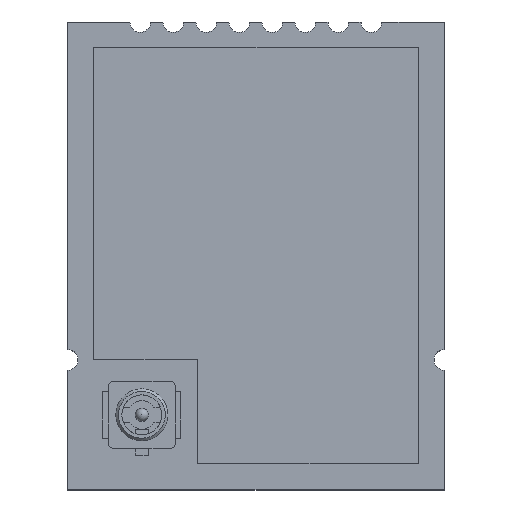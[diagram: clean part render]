
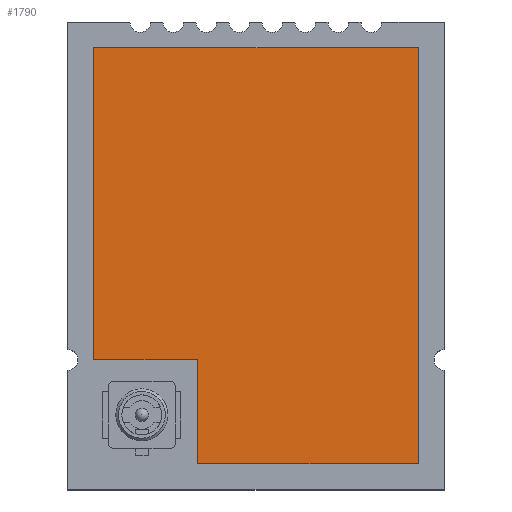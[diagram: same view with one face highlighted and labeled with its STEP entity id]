
A CAD part, top view. The second image highlights one B-rep face of the part: STEP entity #1790.
In plain terms, the highlighted planar face has unit normal (0, 0, 1).
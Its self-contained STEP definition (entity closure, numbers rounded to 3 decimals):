
#135=FACE_OUTER_BOUND('',#227,.T.);
#227=EDGE_LOOP('',(#1203,#1204,#1205,#1206,#1207,#1208));
#320=LINE('',#2574,#525);
#323=LINE('',#2580,#528);
#326=LINE('',#2586,#531);
#329=LINE('',#2592,#534);
#332=LINE('',#2598,#537);
#335=LINE('',#2602,#540);
#525=VECTOR('',#2053,10.);
#528=VECTOR('',#2058,10.);
#531=VECTOR('',#2063,10.);
#534=VECTOR('',#2068,10.);
#537=VECTOR('',#2073,10.);
#540=VECTOR('',#2078,10.);
#730=VERTEX_POINT('',#2571);
#731=VERTEX_POINT('',#2573);
#733=VERTEX_POINT('',#2579);
#735=VERTEX_POINT('',#2585);
#737=VERTEX_POINT('',#2591);
#739=VERTEX_POINT('',#2597);
#912=EDGE_CURVE('',#731,#730,#320,.T.);
#915=EDGE_CURVE('',#733,#731,#323,.T.);
#918=EDGE_CURVE('',#735,#733,#326,.T.);
#921=EDGE_CURVE('',#737,#735,#329,.T.);
#924=EDGE_CURVE('',#739,#737,#332,.T.);
#927=EDGE_CURVE('',#730,#739,#335,.T.);
#1203=ORIENTED_EDGE('',*,*,#927,.T.);
#1204=ORIENTED_EDGE('',*,*,#924,.T.);
#1205=ORIENTED_EDGE('',*,*,#921,.T.);
#1206=ORIENTED_EDGE('',*,*,#918,.T.);
#1207=ORIENTED_EDGE('',*,*,#915,.T.);
#1208=ORIENTED_EDGE('',*,*,#912,.T.);
#1723=PLANE('',#1897);
#1790=ADVANCED_FACE('',(#135),#1723,.T.);
#1897=AXIS2_PLACEMENT_3D('',#2603,#2079,#2080);
#2053=DIRECTION('',(-1.,0.,0.));
#2058=DIRECTION('',(0.,1.,0.));
#2063=DIRECTION('',(1.,0.,0.));
#2068=DIRECTION('',(0.,-1.,0.));
#2073=DIRECTION('',(1.,0.,0.));
#2078=DIRECTION('',(0.,-1.,0.));
#2079=DIRECTION('center_axis',(0.,0.,1.));
#2080=DIRECTION('ref_axis',(1.,0.,0.));
#2571=CARTESIAN_POINT('',(1.,-1.,2.5));
#2573=CARTESIAN_POINT('',(13.5,-1.,2.5));
#2574=CARTESIAN_POINT('',(10.375,-1.,2.5));
#2579=CARTESIAN_POINT('',(13.5,-17.,2.5));
#2580=CARTESIAN_POINT('',(13.5,-13.,2.5));
#2585=CARTESIAN_POINT('',(5.,-17.,2.5));
#2586=CARTESIAN_POINT('',(6.125,-17.,2.5));
#2591=CARTESIAN_POINT('',(5.,-13.,2.5));
#2592=CARTESIAN_POINT('',(5.,-11.,2.5));
#2597=CARTESIAN_POINT('',(1.,-13.,2.5));
#2598=CARTESIAN_POINT('',(4.125,-13.,2.5));
#2602=CARTESIAN_POINT('',(1.,-5.,2.5));
#2603=CARTESIAN_POINT('Origin',(7.25,-9.,2.5));
